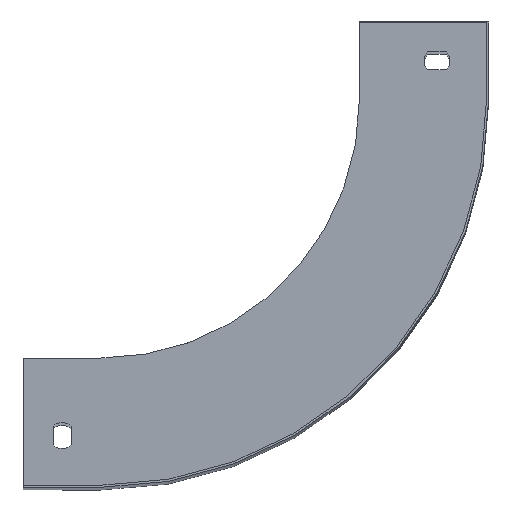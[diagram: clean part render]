
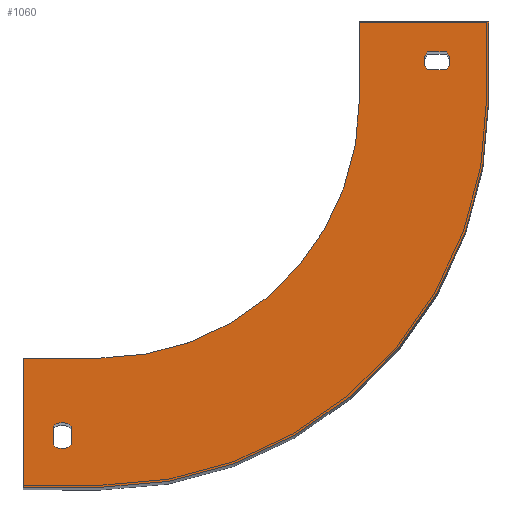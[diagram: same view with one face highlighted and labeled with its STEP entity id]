
A CAD part, top view. The second image highlights one B-rep face of the part: STEP entity #1060.
In plain terms, the highlighted planar face has unit normal (0, 0, 1).
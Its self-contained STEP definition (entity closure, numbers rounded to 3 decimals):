
#11 = CARTESIAN_POINT ( 'NONE',  ( 180., 130., 0.8 ) ) ;
#12 = DIRECTION ( 'NONE',  ( -1., 0., 0. ) ) ;
#25 = EDGE_CURVE ( 'NONE', #156, #155, #390, .T. ) ;
#43 = AXIS2_PLACEMENT_3D ( 'NONE', #1000, #967, #999 ) ;
#44 = AXIS2_PLACEMENT_3D ( 'NONE', #1212, #1211, #1209 ) ;
#45 = AXIS2_PLACEMENT_3D ( 'NONE', #1222, #1221, #1220 ) ;
#46 = AXIS2_PLACEMENT_3D ( 'NONE', #1230, #1229, #1228 ) ;
#47 = AXIS2_PLACEMENT_3D ( 'NONE', #1239, #1238, #1237 ) ;
#48 = AXIS2_PLACEMENT_3D ( 'NONE', #619, #617, #615 ) ;
#92 = EDGE_CURVE ( 'NONE', #176, #124, #817, .T. ) ;
#110 = EDGE_CURVE ( 'NONE', #165, #176, #851, .T. ) ;
#111 = EDGE_CURVE ( 'NONE', #124, #158, #853, .T. ) ;
#112 = EDGE_CURVE ( 'NONE', #158, #156, #855, .T. ) ;
#113 = EDGE_CURVE ( 'NONE', #155, #154, #856, .T. ) ;
#124 = VERTEX_POINT ( 'NONE', #606 ) ;
#145 = VERTEX_POINT ( 'NONE', #1261 ) ;
#146 = VERTEX_POINT ( 'NONE', #1255 ) ;
#148 = VERTEX_POINT ( 'NONE', #1253 ) ;
#151 = VERTEX_POINT ( 'NONE', #1244 ) ;
#152 = VERTEX_POINT ( 'NONE', #1246 ) ;
#153 = VERTEX_POINT ( 'NONE', #1245 ) ;
#154 = VERTEX_POINT ( 'NONE', #1242 ) ;
#155 = VERTEX_POINT ( 'NONE', #1236 ) ;
#156 = VERTEX_POINT ( 'NONE', #1235 ) ;
#157 = VERTEX_POINT ( 'NONE', #1233 ) ;
#158 = VERTEX_POINT ( 'NONE', #1232 ) ;
#159 = VERTEX_POINT ( 'NONE', #1240 ) ;
#160 = VERTEX_POINT ( 'NONE', #1227 ) ;
#165 = VERTEX_POINT ( 'NONE', #1217 ) ;
#176 = VERTEX_POINT ( 'NONE', #1264 ) ;
#319 = ORIENTED_EDGE ( 'NONE', *, *, #110, .T. ) ;
#329 = ORIENTED_EDGE ( 'NONE', *, *, #436, .T. ) ;
#331 = ORIENTED_EDGE ( 'NONE', *, *, #435, .T. ) ;
#332 = ORIENTED_EDGE ( 'NONE', *, *, #434, .T. ) ;
#333 = ORIENTED_EDGE ( 'NONE', *, *, #460, .T. ) ;
#334 = ORIENTED_EDGE ( 'NONE', *, *, #433, .F. ) ;
#335 = ORIENTED_EDGE ( 'NONE', *, *, #432, .F. ) ;
#336 = ORIENTED_EDGE ( 'NONE', *, *, #431, .F. ) ;
#337 = ORIENTED_EDGE ( 'NONE', *, *, #430, .F. ) ;
#338 = ORIENTED_EDGE ( 'NONE', *, *, #429, .T. ) ;
#339 = ORIENTED_EDGE ( 'NONE', *, *, #428, .T. ) ;
#345 = ORIENTED_EDGE ( 'NONE', *, *, #113, .T. ) ;
#346 = ORIENTED_EDGE ( 'NONE', *, *, #25, .T. ) ;
#347 = ORIENTED_EDGE ( 'NONE', *, *, #112, .T. ) ;
#348 = ORIENTED_EDGE ( 'NONE', *, *, #111, .T. ) ;
#349 = ORIENTED_EDGE ( 'NONE', *, *, #92, .T. ) ;
#390 = LINE ( 'NONE', #11, #391 ) ;
#391 = VECTOR ( 'NONE', #12, 1000. ) ;
#428 = EDGE_CURVE ( 'NONE', #154, #153, #841, .T. ) ;
#429 = EDGE_CURVE ( 'NONE', #153, #165, #862, .T. ) ;
#430 = EDGE_CURVE ( 'NONE', #157, #152, #861, .T. ) ;
#431 = EDGE_CURVE ( 'NONE', #160, #157, #866, .T. ) ;
#432 = EDGE_CURVE ( 'NONE', #151, #160, #865, .T. ) ;
#433 = EDGE_CURVE ( 'NONE', #152, #151, #860, .T. ) ;
#434 = EDGE_CURVE ( 'NONE', #148, #146, #858, .T. ) ;
#435 = EDGE_CURVE ( 'NONE', #146, #145, #863, .T. ) ;
#436 = EDGE_CURVE ( 'NONE', #145, #159, #870, .T. ) ;
#460 = EDGE_CURVE ( 'NONE', #159, #148, #912, .T. ) ;
#536 = FACE_BOUND ( 'NONE', #744, .T. ) ;
#542 = FACE_OUTER_BOUND ( 'NONE', #1019, .T. ) ;
#547 = FACE_BOUND ( 'NONE', #740, .T. ) ;
#606 = CARTESIAN_POINT ( 'NONE',  ( 30., -50., 0.8 ) ) ;
#611 = DIRECTION ( 'NONE',  ( 0., -1., 0. ) ) ;
#614 = CARTESIAN_POINT ( 'NONE',  ( 130., 130., 0.8 ) ) ;
#615 = DIRECTION ( 'NONE',  ( 1., 0., 0. ) ) ;
#617 = DIRECTION ( 'NONE',  ( 0., 0., 1. ) ) ;
#619 = CARTESIAN_POINT ( 'NONE',  ( 30., 100., 0.8 ) ) ;
#623 = DIRECTION ( 'NONE',  ( 0., -1., 0. ) ) ;
#624 = CARTESIAN_POINT ( 'NONE',  ( 0., 0., 0.8 ) ) ;
#630 = DIRECTION ( 'NONE',  ( 0., 1., 0. ) ) ;
#631 = CARTESIAN_POINT ( 'NONE',  ( 180., 130., 0.8 ) ) ;
#706 = DIRECTION ( 'NONE',  ( 0., 0., 1. ) ) ;
#707 = CARTESIAN_POINT ( 'NONE',  ( 30., 100., 0.8 ) ) ;
#708 = PLANE ( 'NONE',  #931 ) ;
#710 = DIRECTION ( 'NONE',  ( 1., 0., 0. ) ) ;
#740 = EDGE_LOOP ( 'NONE', ( #337, #336, #335, #334 ) ) ;
#744 = EDGE_LOOP ( 'NONE', ( #333, #332, #331, #329 ) ) ;
#817 = LINE ( 'NONE', #1133, #823 ) ;
#823 = VECTOR ( 'NONE', #1144, 1000. ) ;
#841 = CIRCLE ( 'NONE', #47, 100. ) ;
#851 = LINE ( 'NONE', #624, #854 ) ;
#853 = CIRCLE ( 'NONE', #48, 150. ) ;
#854 = VECTOR ( 'NONE', #623, 1000. ) ;
#855 = LINE ( 'NONE', #631, #857 ) ;
#856 = LINE ( 'NONE', #614, #859 ) ;
#857 = VECTOR ( 'NONE', #630, 1000. ) ;
#858 = CIRCLE ( 'NONE', #44, 5. ) ;
#859 = VECTOR ( 'NONE', #611, 1000. ) ;
#860 = LINE ( 'NONE', #1234, #868 ) ;
#861 = CIRCLE ( 'NONE', #46, 5. ) ;
#862 = LINE ( 'NONE', #1249, #867 ) ;
#863 = LINE ( 'NONE', #1213, #871 ) ;
#864 = VECTOR ( 'NONE', #1241, 1000. ) ;
#865 = CIRCLE ( 'NONE', #45, 5. ) ;
#866 = LINE ( 'NONE', #1243, #864 ) ;
#867 = VECTOR ( 'NONE', #1247, 1000. ) ;
#868 = VECTOR ( 'NONE', #1231, 1000. ) ;
#870 = CIRCLE ( 'NONE', #43, 5. ) ;
#871 = VECTOR ( 'NONE', #1226, 1000. ) ;
#912 = LINE ( 'NONE', #1069, #916 ) ;
#916 = VECTOR ( 'NONE', #1107, 1000. ) ;
#931 = AXIS2_PLACEMENT_3D ( 'NONE', #707, #706, #710 ) ;
#967 = DIRECTION ( 'NONE',  ( 0., 0., -1. ) ) ;
#999 = DIRECTION ( 'NONE',  ( 0., -1., 0. ) ) ;
#1000 = CARTESIAN_POINT ( 'NONE',  ( 160., 115., 0.8 ) ) ;
#1019 = EDGE_LOOP ( 'NONE', ( #319, #349, #348, #347, #346, #345, #339, #338 ) ) ;
#1060 = ADVANCED_FACE ( 'NONE', ( #542, #547, #536 ), #708, .T. ) ;
#1069 = CARTESIAN_POINT ( 'NONE',  ( 163.571, 111.5, 0.8 ) ) ;
#1107 = DIRECTION ( 'NONE',  ( -1., 0., 0. ) ) ;
#1133 = CARTESIAN_POINT ( 'NONE',  ( 0., -50., 0.8 ) ) ;
#1144 = DIRECTION ( 'NONE',  ( 1., 0., 0. ) ) ;
#1209 = DIRECTION ( 'NONE',  ( 0., -1., 0. ) ) ;
#1211 = DIRECTION ( 'NONE',  ( 0., 0., -1. ) ) ;
#1212 = CARTESIAN_POINT ( 'NONE',  ( 160., 115., 0.8 ) ) ;
#1213 = CARTESIAN_POINT ( 'NONE',  ( 163.571, 118.5, 0.8 ) ) ;
#1217 = CARTESIAN_POINT ( 'NONE',  ( 0., 0., 0.8 ) ) ;
#1220 = DIRECTION ( 'NONE',  ( 1., 0., 0. ) ) ;
#1221 = DIRECTION ( 'NONE',  ( 0., 0., 1. ) ) ;
#1222 = CARTESIAN_POINT ( 'NONE',  ( 15., -30., 0.8 ) ) ;
#1226 = DIRECTION ( 'NONE',  ( 1., 0., 0. ) ) ;
#1227 = CARTESIAN_POINT ( 'NONE',  ( 18.5, -33.571, 0.8 ) ) ;
#1228 = DIRECTION ( 'NONE',  ( 1., 0., 0. ) ) ;
#1229 = DIRECTION ( 'NONE',  ( 0., 0., 1. ) ) ;
#1230 = CARTESIAN_POINT ( 'NONE',  ( 15., -30., 0.8 ) ) ;
#1231 = DIRECTION ( 'NONE',  ( 0., -1., 0. ) ) ;
#1232 = CARTESIAN_POINT ( 'NONE',  ( 180., 100., 0.8 ) ) ;
#1233 = CARTESIAN_POINT ( 'NONE',  ( 18.5, -26.429, 0.8 ) ) ;
#1234 = CARTESIAN_POINT ( 'NONE',  ( 11.5, -33.571, 0.8 ) ) ;
#1235 = CARTESIAN_POINT ( 'NONE',  ( 180., 130., 0.8 ) ) ;
#1236 = CARTESIAN_POINT ( 'NONE',  ( 130., 130., 0.8 ) ) ;
#1237 = DIRECTION ( 'NONE',  ( 1., 0., 0. ) ) ;
#1238 = DIRECTION ( 'NONE',  ( 0., 0., -1. ) ) ;
#1239 = CARTESIAN_POINT ( 'NONE',  ( 30., 100., 0.8 ) ) ;
#1240 = CARTESIAN_POINT ( 'NONE',  ( 163.571, 111.5, 0.8 ) ) ;
#1241 = DIRECTION ( 'NONE',  ( 0., 1., 0. ) ) ;
#1242 = CARTESIAN_POINT ( 'NONE',  ( 130., 100., 0.8 ) ) ;
#1243 = CARTESIAN_POINT ( 'NONE',  ( 18.5, -33.571, 0.8 ) ) ;
#1244 = CARTESIAN_POINT ( 'NONE',  ( 11.5, -33.571, 0.8 ) ) ;
#1245 = CARTESIAN_POINT ( 'NONE',  ( 30., 0., 0.8 ) ) ;
#1246 = CARTESIAN_POINT ( 'NONE',  ( 11.5, -26.429, 0.8 ) ) ;
#1247 = DIRECTION ( 'NONE',  ( -1., 0., 0. ) ) ;
#1249 = CARTESIAN_POINT ( 'NONE',  ( 0., 0., 0.8 ) ) ;
#1253 = CARTESIAN_POINT ( 'NONE',  ( 156.429, 111.5, 0.8 ) ) ;
#1255 = CARTESIAN_POINT ( 'NONE',  ( 156.429, 118.5, 0.8 ) ) ;
#1261 = CARTESIAN_POINT ( 'NONE',  ( 163.571, 118.5, 0.8 ) ) ;
#1264 = CARTESIAN_POINT ( 'NONE',  ( 0., -50., 0.8 ) ) ;
